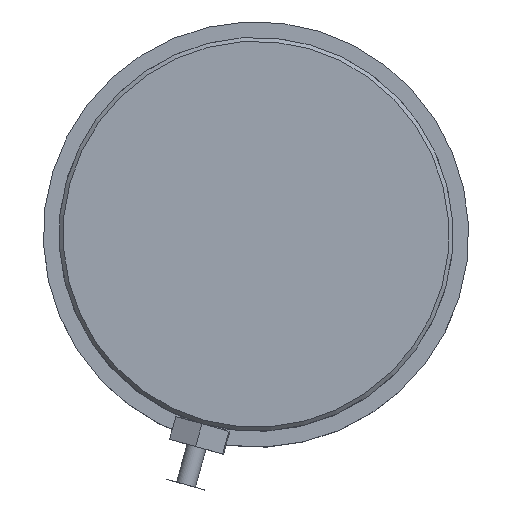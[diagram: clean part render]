
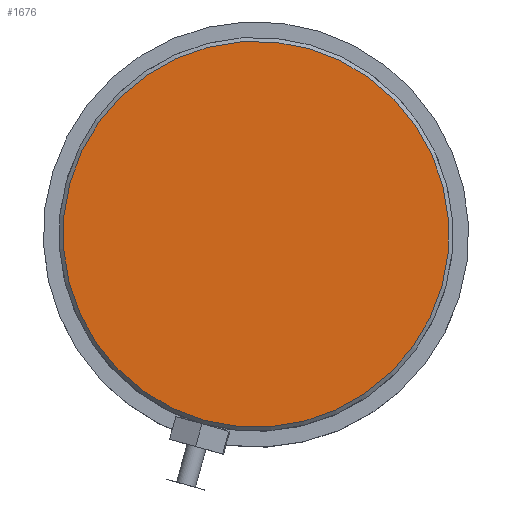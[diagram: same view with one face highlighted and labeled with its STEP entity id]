
A CAD part, top view. The second image highlights one B-rep face of the part: STEP entity #1676.
In plain terms, the highlighted face is planar.
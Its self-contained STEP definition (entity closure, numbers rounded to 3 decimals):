
#132=PLANE('',#1957);
#200=FACE_OUTER_BOUND('',#309,.T.);
#309=EDGE_LOOP('',(#1203));
#587=CIRCLE('',#1953,24.5);
#723=VERTEX_POINT('',#2904);
#895=EDGE_CURVE('',#723,#723,#587,.T.);
#1203=ORIENTED_EDGE('',*,*,#895,.F.);
#1676=ADVANCED_FACE('',(#200),#132,.T.);
#1953=AXIS2_PLACEMENT_3D('',#2905,#2266,#2267);
#1957=AXIS2_PLACEMENT_3D('',#2913,#2276,#2277);
#2266=DIRECTION('center_axis',(0.,0.,1.));
#2267=DIRECTION('ref_axis',(-1.,0.,0.));
#2276=DIRECTION('center_axis',(0.,0.,-1.));
#2277=DIRECTION('ref_axis',(-1.,0.,0.));
#2904=CARTESIAN_POINT('',(24.5,0.,0.));
#2905=CARTESIAN_POINT('Origin',(0.,0.,0.));
#2913=CARTESIAN_POINT('Origin',(0.,0.,0.));
